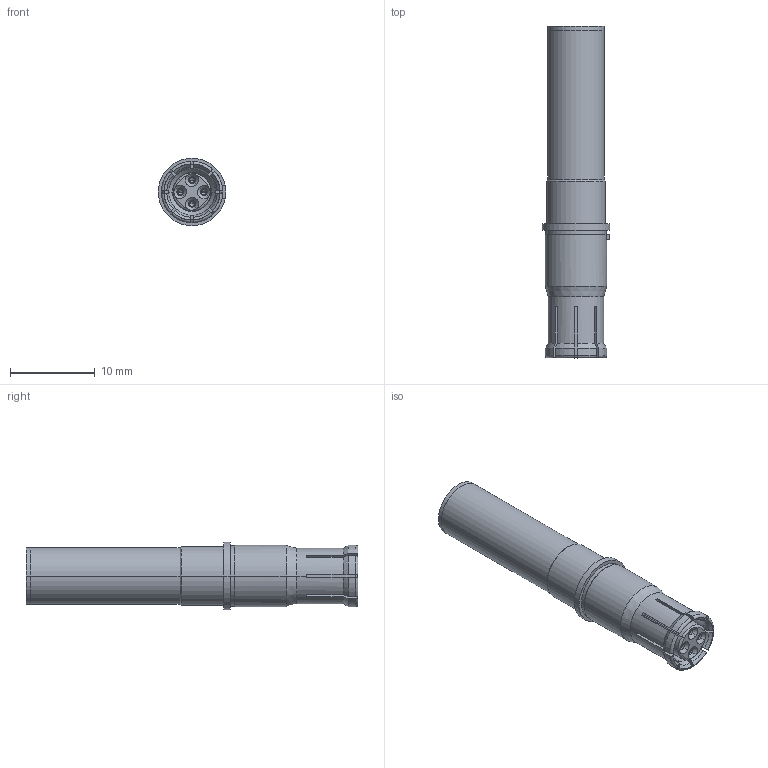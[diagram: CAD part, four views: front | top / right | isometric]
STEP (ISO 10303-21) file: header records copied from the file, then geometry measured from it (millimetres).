
FILE_DESCRIPTION((''),'2;1');
FILE_NAME('00170470502','2020-01-20T',('presta_be4'),(''),'CREO PARAMETRIC BY PTC INC, 2018360','CREO PARAMETRIC BY PTC INC, 2018360','');
FILE_SCHEMA(('CONFIG_CONTROL_DESIGN'));
Length unit declared in the file: millimetre
Products named in the file (1): 00170470502
Bounding box: 7.98 x 39.24 x 7.98 mm (x, y, z)
Volume: 1024.4 mm3; surface area: 3284.5 mm2
Topology: 1 solids, 1 shells, 365 faces, 982 edges, 622 vertices
Faces by surface type: cylinder 138, plane 133, cone 60, torus 34
Entity records: 12610 total; most frequent: CARTESIAN_POINT 3385, DIRECTION 1958, ORIENTED_EDGE 1932, EDGE_CURVE 966, AXIS2_PLACEMENT_3D 773, VERTEX_POINT 622, VECTOR 412, LINE 412
